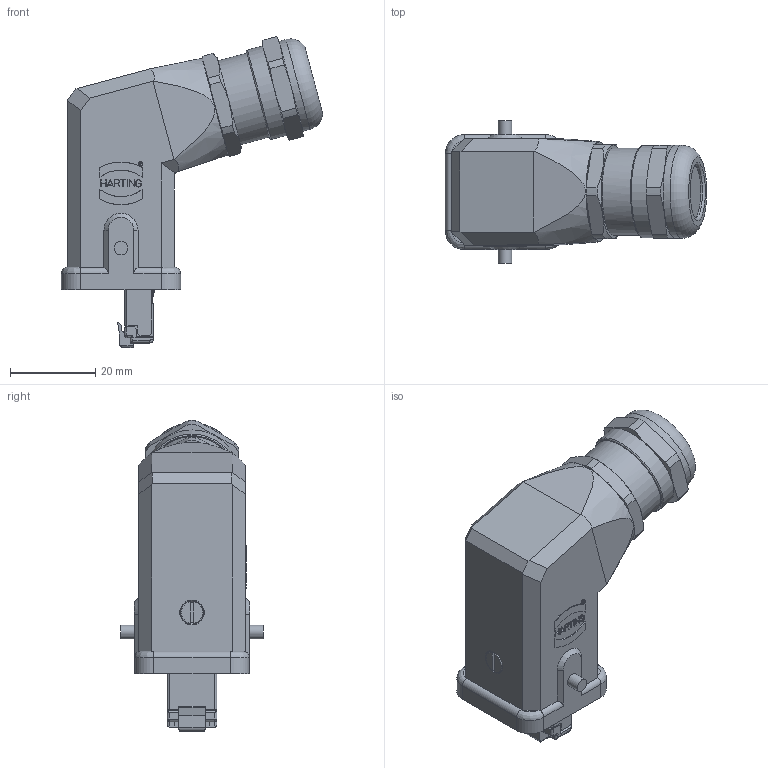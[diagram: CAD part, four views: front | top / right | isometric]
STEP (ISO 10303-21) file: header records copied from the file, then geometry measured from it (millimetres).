
FILE_DESCRIPTION(/* description */ (''),/* implementation_level */ '2;1');
FILE_NAME(/* name */ '100218486ugm000_b.stp',/* time_stamp */ '2018-06-13T15:29:52+02:00',/* author */ (''),/* organization */ (''),/* preprocessor_version */ 'ST-DEVELOPER v16.7',/* originating_system */ 'SIEMENS PLM Software NX 12.0',/* authorisation */ '');
FILE_SCHEMA (('AUTOMOTIVE_DESIGN { 1 0 10303 214 3 1 1 1 }'));
Length unit declared in the file: millimetre
Products named in the file (1): 100218486ugm000_b
Bounding box: 61.33 x 33.4 x 72.98 mm (x, y, z)
Surface area: 10198.8 mm2 (no closed solid volume)
Topology: 0 solids, 1 shells, 560 faces, 1542 edges, 1025 vertices
Faces by surface type: plane 363, cylinder 148, cone 19, bspline 15, torus 15
Full cylindrical faces by diameter (mm): 0.95 x1, 1.05 x1, 3.2 x2, 12.25 x1, 20.4 x1, 21.7 x1, 21.8 x1, 23.4 x1
Entity records: 18770 total; most frequent: CARTESIAN_POINT 4400, ORIENTED_EDGE 3008, DIRECTION 2797, EDGE_CURVE 1504, LINE 1041, VECTOR 1041, VERTEX_POINT 992, AXIS2_PLACEMENT_3D 878
